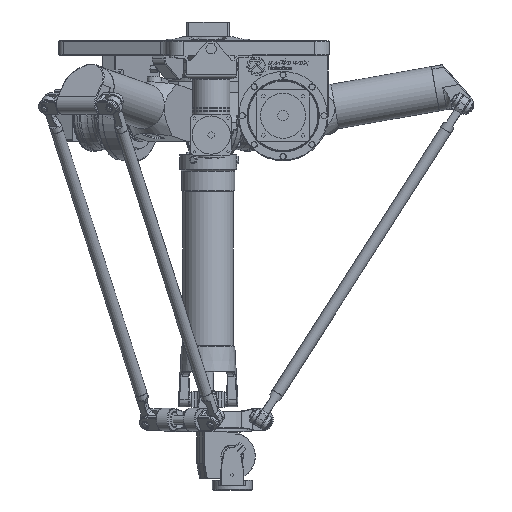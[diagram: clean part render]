
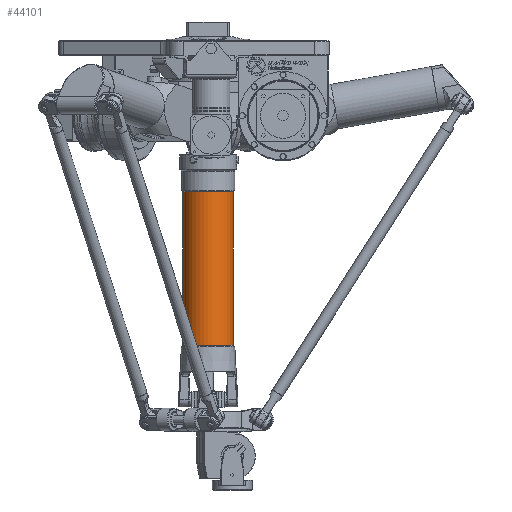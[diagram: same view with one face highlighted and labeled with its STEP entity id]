
A CAD part, front view. The second image highlights one B-rep face of the part: STEP entity #44101.
In plain terms, the highlighted cylindrical face has radius 33.5 mm (diameter 67 mm), a full revolution.
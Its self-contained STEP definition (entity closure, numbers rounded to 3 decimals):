
#1308=FACE_BOUND('',#10894,.T.);
#4473=CIRCLE('',#48397,33.5);
#4490=CIRCLE('',#48462,33.5);
#5536=CYLINDRICAL_SURFACE('',#48461,33.5);
#7592=FACE_OUTER_BOUND('',#10893,.T.);
#10893=EDGE_LOOP('',(#37163));
#10894=EDGE_LOOP('',(#37164));
#21525=VERTEX_POINT('',#80449);
#21569=VERTEX_POINT('',#80621);
#26866=EDGE_CURVE('',#21525,#21525,#4473,.T.);
#26946=EDGE_CURVE('',#21569,#21569,#4490,.T.);
#37163=ORIENTED_EDGE('',*,*,#26866,.T.);
#37164=ORIENTED_EDGE('',*,*,#26946,.T.);
#44101=ADVANCED_FACE('',(#7592,#1308),#5536,.T.);
#48397=AXIS2_PLACEMENT_3D('',#80450,#58415,#58416);
#48461=AXIS2_PLACEMENT_3D('',#80620,#58606,#58607);
#48462=AXIS2_PLACEMENT_3D('',#80622,#58608,#58609);
#58415=DIRECTION('center_axis',(0.,-1.,0.));
#58416=DIRECTION('ref_axis',(-1.,0.,0.));
#58606=DIRECTION('center_axis',(0.,1.,0.));
#58607=DIRECTION('ref_axis',(-1.,0.,0.));
#58608=DIRECTION('center_axis',(0.,1.,0.));
#58609=DIRECTION('ref_axis',(-1.,0.,0.));
#80449=CARTESIAN_POINT('',(33.5,287.,0.));
#80450=CARTESIAN_POINT('Origin',(0.,287.,0.));
#80620=CARTESIAN_POINT('Origin',(0.,82.,0.));
#80621=CARTESIAN_POINT('',(-33.5,82.,0.));
#80622=CARTESIAN_POINT('Origin',(0.,82.,0.));
